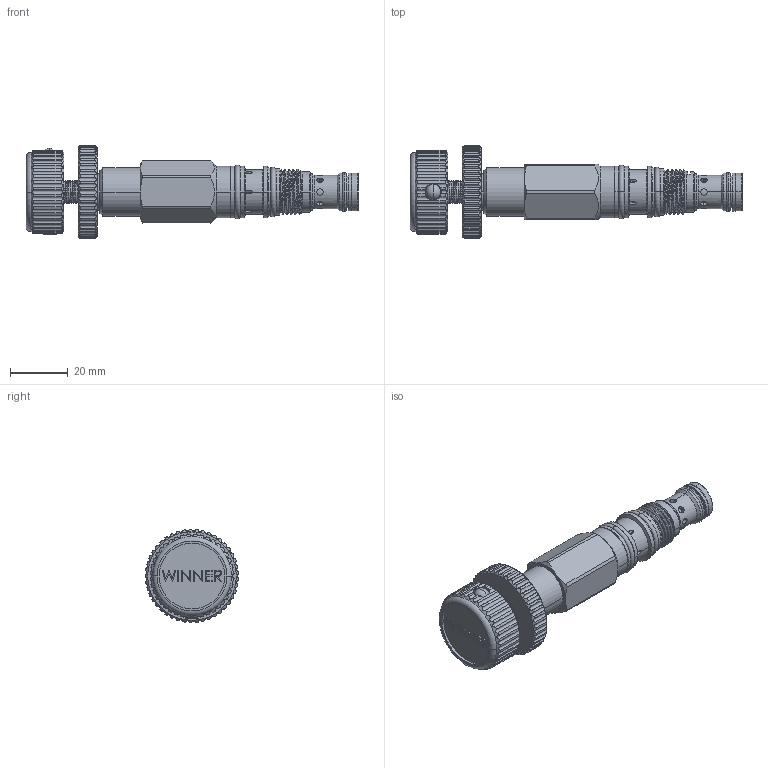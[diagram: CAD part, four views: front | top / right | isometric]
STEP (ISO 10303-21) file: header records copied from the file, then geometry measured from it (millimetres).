
FILE_DESCRIPTION (( 'STEP AP203' ), '1' );
FILE_NAME ('PD163A3J-K.STEP', '2024-06-04T02:00:43', ( '' ), ( '' ), 'SwSTEP 2.0', 'SolidWorks 2018', '' );
FILE_SCHEMA (( 'CONFIG_CONTROL_DESIGN' ));
Length unit declared in the file: millimetre
Products named in the file (1): PD163A3J-K
Bounding box: 114.54 x 32.18 x 32.2 mm (x, y, z)
Volume: 32702.7 mm3; surface area: 11398.4 mm2
Topology: 2 solids, 2 shells, 612 faces, 1636 edges, 1070 vertices
Faces by surface type: cylinder 389, plane 143, cone 53, bspline 15, torus 10, sphere 2
Entity records: 33962 total; most frequent: CARTESIAN_POINT 19368, ORIENTED_EDGE 3272, DIRECTION 2746, EDGE_CURVE 1636, VERTEX_POINT 1070, AXIS2_PLACEMENT_3D 1039, VECTOR 668, LINE 668
